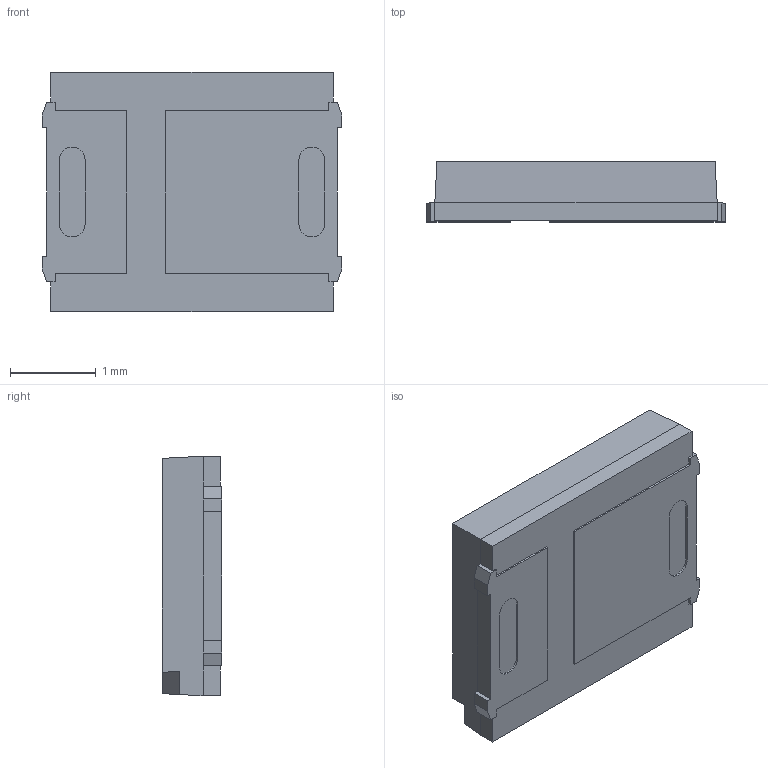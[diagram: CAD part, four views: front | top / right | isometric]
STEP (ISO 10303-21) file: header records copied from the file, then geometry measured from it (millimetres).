
FILE_DESCRIPTION (( 'STEP AP214' ), '1' );
FILE_NAME ('ASMW-L300-AFH0E.STEP', '2024-09-23T15:37:33', ( '' ), ( '' ), 'SwSTEP 2.0', 'SolidWorks 2020', '' );
FILE_SCHEMA (( 'AUTOMOTIVE_DESIGN' ));
Length unit declared in the file: millimetre
Products named in the file (1): ASMW-L300-AFH0E
Bounding box: 3.5 x 0.7 x 2.8 mm (x, y, z)
Volume: 4.9 mm3; surface area: 29.4 mm2
Topology: 1 solids, 1 shells, 67 faces, 178 edges, 116 vertices
Faces by surface type: plane 61, cylinder 6
Entity records: 2349 total; most frequent: CARTESIAN_POINT 362, ORIENTED_EDGE 356, DIRECTION 326, EDGE_CURVE 178, LINE 166, VECTOR 166, VERTEX_POINT 116, AXIS2_PLACEMENT_3D 80
